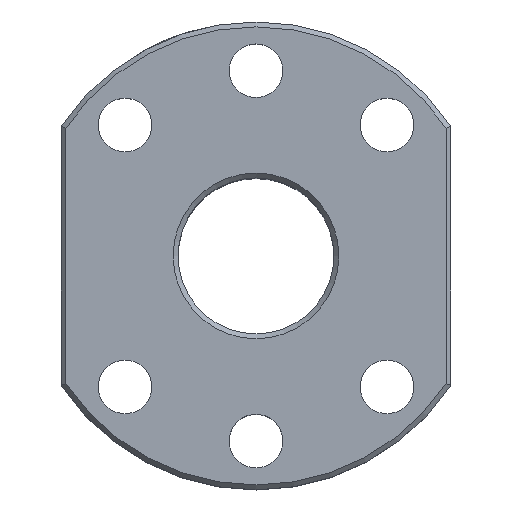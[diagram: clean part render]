
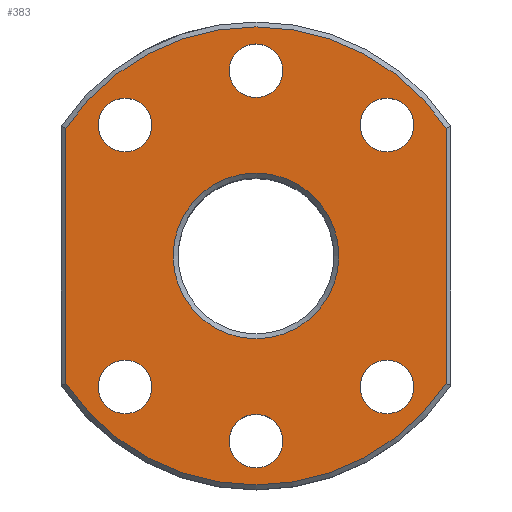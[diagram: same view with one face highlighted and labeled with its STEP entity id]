
A CAD part, top view. The second image highlights one B-rep face of the part: STEP entity #383.
In plain terms, the highlighted planar face has unit normal (0, 0, 1).
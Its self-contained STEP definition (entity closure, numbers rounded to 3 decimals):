
#124=PLANE('',#3463);
#383=ADVANCED_FACE('',(#1092,#1093,#1094,#1095,#1096,#1097,#1098,#1099),
#124,.T.);
#604=LINE('',#5328,#780);
#605=LINE('',#5332,#781);
#780=VECTOR('',#3727,1.);
#781=VECTOR('',#3730,1.);
#1036=CIRCLE('',#3442,2.75);
#1038=CIRCLE('',#3445,2.75);
#1040=CIRCLE('',#3448,2.75);
#1042=CIRCLE('',#3451,2.75);
#1044=CIRCLE('',#3454,2.75);
#1046=CIRCLE('',#3457,2.75);
#1048=CIRCLE('',#3460,23.5);
#1049=CIRCLE('',#3461,23.5);
#1050=CIRCLE('',#3462,8.5);
#1092=FACE_BOUND('',#1167,.T.);
#1093=FACE_BOUND('',#1168,.T.);
#1094=FACE_BOUND('',#1169,.T.);
#1095=FACE_BOUND('',#1170,.T.);
#1096=FACE_BOUND('',#1171,.T.);
#1097=FACE_BOUND('',#1172,.T.);
#1098=FACE_BOUND('',#1173,.T.);
#1099=FACE_BOUND('',#1174,.T.);
#1167=EDGE_LOOP('',(#1527,#1528,#1529,#1530));
#1168=EDGE_LOOP('',(#1531));
#1169=EDGE_LOOP('',(#1532));
#1170=EDGE_LOOP('',(#1533));
#1171=EDGE_LOOP('',(#1534));
#1172=EDGE_LOOP('',(#1535));
#1173=EDGE_LOOP('',(#1536));
#1174=EDGE_LOOP('',(#1537));
#1527=ORIENTED_EDGE('',*,*,#2773,.T.);
#1528=ORIENTED_EDGE('',*,*,#2774,.T.);
#1529=ORIENTED_EDGE('',*,*,#2775,.T.);
#1530=ORIENTED_EDGE('',*,*,#2776,.T.);
#1531=ORIENTED_EDGE('',*,*,#2777,.T.);
#1532=ORIENTED_EDGE('',*,*,#2769,.T.);
#1533=ORIENTED_EDGE('',*,*,#2767,.F.);
#1534=ORIENTED_EDGE('',*,*,#2765,.F.);
#1535=ORIENTED_EDGE('',*,*,#2763,.T.);
#1536=ORIENTED_EDGE('',*,*,#2761,.F.);
#1537=ORIENTED_EDGE('',*,*,#2771,.T.);
#2439=VERTEX_POINT('',#5296);
#2441=VERTEX_POINT('',#5301);
#2443=VERTEX_POINT('',#5306);
#2445=VERTEX_POINT('',#5311);
#2447=VERTEX_POINT('',#5316);
#2449=VERTEX_POINT('',#5321);
#2451=VERTEX_POINT('',#5326);
#2452=VERTEX_POINT('',#5327);
#2453=VERTEX_POINT('',#5329);
#2454=VERTEX_POINT('',#5331);
#2455=VERTEX_POINT('',#5334);
#2761=EDGE_CURVE('',#2439,#2439,#1036,.T.);
#2763=EDGE_CURVE('',#2441,#2441,#1038,.T.);
#2765=EDGE_CURVE('',#2443,#2443,#1040,.T.);
#2767=EDGE_CURVE('',#2445,#2445,#1042,.T.);
#2769=EDGE_CURVE('',#2447,#2447,#1044,.T.);
#2771=EDGE_CURVE('',#2449,#2449,#1046,.T.);
#2773=EDGE_CURVE('',#2451,#2452,#1048,.T.);
#2774=EDGE_CURVE('',#2452,#2453,#604,.T.);
#2775=EDGE_CURVE('',#2453,#2454,#1049,.T.);
#2776=EDGE_CURVE('',#2454,#2451,#605,.T.);
#2777=EDGE_CURVE('',#2455,#2455,#1050,.T.);
#3442=AXIS2_PLACEMENT_3D('',#5295,#3689,#3690);
#3445=AXIS2_PLACEMENT_3D('',#5300,#3695,#3696);
#3448=AXIS2_PLACEMENT_3D('',#5305,#3701,#3702);
#3451=AXIS2_PLACEMENT_3D('',#5310,#3707,#3708);
#3454=AXIS2_PLACEMENT_3D('',#5315,#3713,#3714);
#3457=AXIS2_PLACEMENT_3D('',#5320,#3719,#3720);
#3460=AXIS2_PLACEMENT_3D('',#5325,#3725,#3726);
#3461=AXIS2_PLACEMENT_3D('',#5330,#3728,#3729);
#3462=AXIS2_PLACEMENT_3D('',#5333,#3731,#3732);
#3463=AXIS2_PLACEMENT_3D('',#5335,#3733,#3734);
#3689=DIRECTION('',(0.,0.,1.));
#3690=DIRECTION('',(1.,0.,0.));
#3695=DIRECTION('',(0.,0.,-1.));
#3696=DIRECTION('',(1.,0.,0.));
#3701=DIRECTION('',(0.,0.,1.));
#3702=DIRECTION('',(1.,0.,0.));
#3707=DIRECTION('',(0.,0.,1.));
#3708=DIRECTION('',(-1.,0.,0.));
#3713=DIRECTION('',(0.,0.,-1.));
#3714=DIRECTION('',(-1.,0.,0.));
#3719=DIRECTION('',(0.,0.,-1.));
#3720=DIRECTION('',(1.,0.,0.));
#3725=DIRECTION('',(0.,0.,1.));
#3726=DIRECTION('',(1.,0.,0.));
#3727=DIRECTION('',(0.,-1.,0.));
#3728=DIRECTION('',(0.,0.,1.));
#3729=DIRECTION('',(1.,0.,0.));
#3730=DIRECTION('',(0.,1.,0.));
#3731=DIRECTION('',(0.,0.,-1.));
#3732=DIRECTION('',(1.,0.,0.));
#3733=DIRECTION('',(0.,0.,1.));
#3734=DIRECTION('',(1.,0.,0.));
#5295=CARTESIAN_POINT('',(-13.435,13.435,0.));
#5296=CARTESIAN_POINT('',(-10.685,13.435,0.));
#5300=CARTESIAN_POINT('',(-13.435,-13.435,0.));
#5301=CARTESIAN_POINT('',(-10.685,-13.435,0.));
#5305=CARTESIAN_POINT('',(0.,19.,0.));
#5306=CARTESIAN_POINT('',(2.75,19.,0.));
#5310=CARTESIAN_POINT('',(13.435,-13.435,0.));
#5311=CARTESIAN_POINT('',(10.685,-13.435,0.));
#5315=CARTESIAN_POINT('',(13.435,13.435,0.));
#5316=CARTESIAN_POINT('',(10.685,13.435,0.));
#5320=CARTESIAN_POINT('',(0.,-19.,0.));
#5321=CARTESIAN_POINT('',(2.75,-19.,0.));
#5325=CARTESIAN_POINT('',(0.,0.,0.));
#5326=CARTESIAN_POINT('',(19.5,13.115,0.));
#5327=CARTESIAN_POINT('',(-19.5,13.115,0.));
#5328=CARTESIAN_POINT('',(-19.5,-13.266,0.));
#5329=CARTESIAN_POINT('',(-19.5,-13.115,0.));
#5330=CARTESIAN_POINT('',(0.,0.,0.));
#5331=CARTESIAN_POINT('',(19.5,-13.115,0.));
#5332=CARTESIAN_POINT('',(19.5,13.266,0.));
#5333=CARTESIAN_POINT('',(0.,0.,0.));
#5334=CARTESIAN_POINT('',(8.5,0.,0.));
#5335=CARTESIAN_POINT('',(0.,0.,0.));
